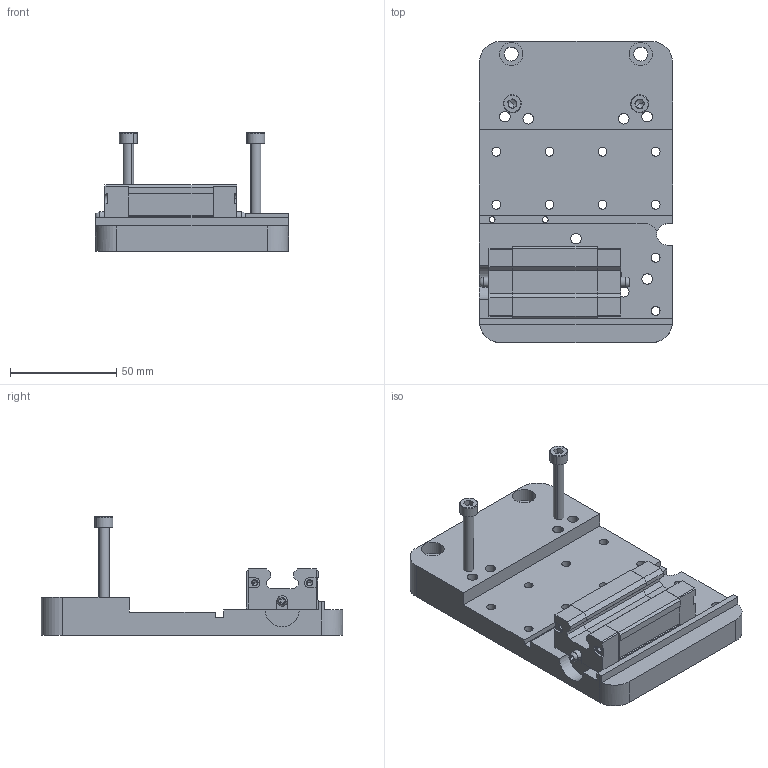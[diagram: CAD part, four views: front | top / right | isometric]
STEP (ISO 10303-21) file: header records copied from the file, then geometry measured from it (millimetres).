
FILE_DESCRIPTION (( 'STEP AP214' ), '1' );
FILE_NAME ('0186-0717_170925_F01-37S!FWK.STEP', '2017-09-25T06:26:17', ( 'mittelholzer' ), ( 'Microsoft' ), 'SwSTEP 2.0', 'SolidWorks 2017', '' );
FILE_SCHEMA (( 'AUTOMOTIVE_DESIGN' ));
Length unit declared in the file: millimetre
Products named in the file (5): 0180-0758_F01k-37S-AP; socket head cap screw_iso_ISO 4762 M5 x 45 --- 22N; socket head cap screw_iso_ISO 4762 M4 x 16 --- 16C; LLTHC...U; 0186-0717_170925_F01-37S!FWK
Assembly tree (8 placements, depth 2):
  0186-0717_170925_F01-37S!FWK
    0180-0758_F01k-37S-AP
    LLTHC...U
    socket head cap screw_iso_ISO 4762 M4 x 16 --- 16C  x4
    socket head cap screw_iso_ISO 4762 M5 x 45 --- 22N  x2
Bounding box: 91 x 142 x 56 mm (x, y, z)
Volume: 194925.5 mm3; surface area: 55912.6 mm2
Topology: 12 solids, 12 shells, 520 faces, 1277 edges, 791 vertices
Faces by surface type: plane 246, cylinder 174, cone 72, torus 28
Entity records: 15749 total; most frequent: DIRECTION 2257, CARTESIAN_POINT 2103, ORIENTED_EDGE 2042, EDGE_CURVE 1021, AXIS2_PLACEMENT_3D 813, VERTEX_POINT 659, VECTOR 631, LINE 631
